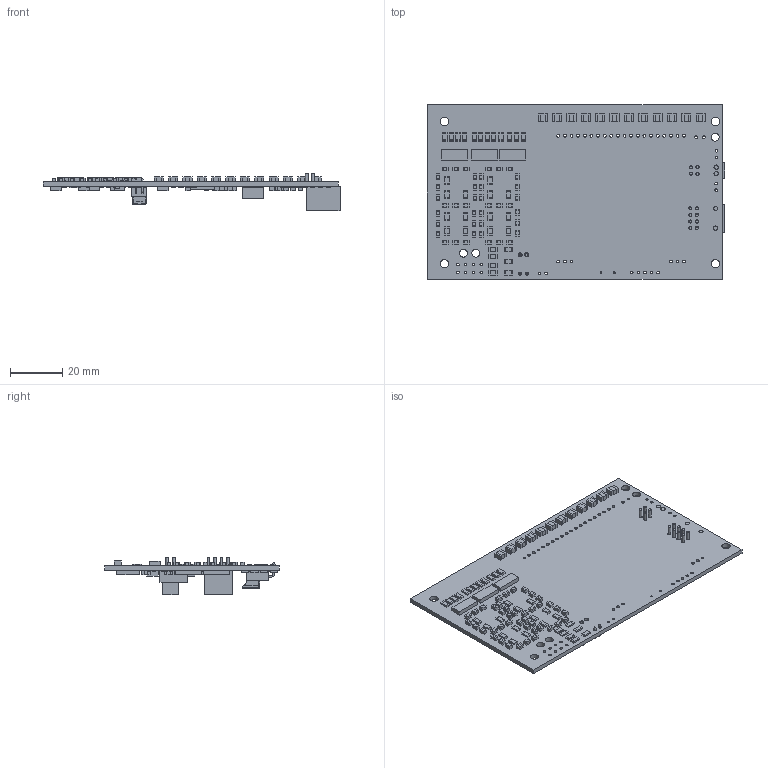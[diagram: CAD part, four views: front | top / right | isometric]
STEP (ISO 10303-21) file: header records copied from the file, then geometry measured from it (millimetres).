
FILE_DESCRIPTION(('Open CASCADE Model'),'2;1');
FILE_NAME('Open CASCADE Shape Model','2021-06-01T19:58:32',('Author'),( 'Open CASCADE'),'Open CASCADE STEP processor 6.8','Open CASCADE 6.8' ,'Unknown');
FILE_SCHEMA(('AUTOMOTIVE_DESIGN { 1 0 10303 214 1 1 1 1 }'));
Length unit declared in the file: millimetre
Products named in the file (238): PCB; Board; Open CASCADE STEP translator 6.8 4.1.1; R201; 6138892736; Extruded; 6138892976; R200; C200; 6138892096; 6138892336; D31; 6259684064; 6259673984; X2; 6347778192; Body; Open_CASCADE_STEP_translator_6.8_1.1.1; Lead; X1; 6347776752; U6; 6138890256; U5; 6138890976; U4a; 6259345104; U3a; 6138890656; U2a; U1a; T16; 6138898336; T15; T14; T13; T12; T11; T10; T7 ...
Assembly tree (699 placements, depth 5):
  PCB
    Board
      Open CASCADE STEP translator 6.8 4.1.1
    R201
      6138892736
        Extruded
      6138892976  x2
        Extruded
    R200
      6138892736
        Extruded
      6138892976  x2
        Extruded
    C200
      6138892096
        Extruded
      6138892336  x2
        Extruded
    D31
      6259684064  x2
        Extruded
      6259673984
        Extruded
    X2
      6347778192
        Body
          Open_CASCADE_STEP_translator_6.8_1.1.1
        Lead  x2
    X1
      6347776752
        Body
          Open_CASCADE_STEP_translator_6.8_1.1.1
        Lead  x2
    U6
      6138890256
        Extruded
    U5
      6138890976
        Extruded
    U4a
      6259345104
        Extruded
    U3a
      6138890656
        Extruded
    U2a
      6138890656
        Extruded
    U1a
      6259345104
        Extruded
    T16
      6138898336
        Extruded
    T15
      6138898336
        Extruded
    T14
      6138898336
        Extruded
Bounding box: 113.9 x 67 x 14.44 mm (x, y, z)
Volume: 17209.8 mm3; surface area: 26174.2 mm2
Topology: 601 solids, 601 shells, 3616 faces, 7022 edges, 4604 vertices
Faces by surface type: plane 3258, cylinder 316, sphere 18, bspline 16, cone 8
Full cylindrical faces by diameter (mm): 0.7 x2, 1.02 x21, 1.05 x104, 1.1 x26, 1.2 x14, 1.55 x32, 1.6 x4, 1.7 x2, 3 x3, 3.2 x4
Entity records: 26810 total; most frequent: CARTESIAN_POINT 5122, DIRECTION 4238, ORIENTED_EDGE 2732, AXIS2_PLACEMENT_3D 1640, EDGE_CURVE 1366, LINE 958, VECTOR 958, PRODUCT_DEFINITION_SHAPE 937
